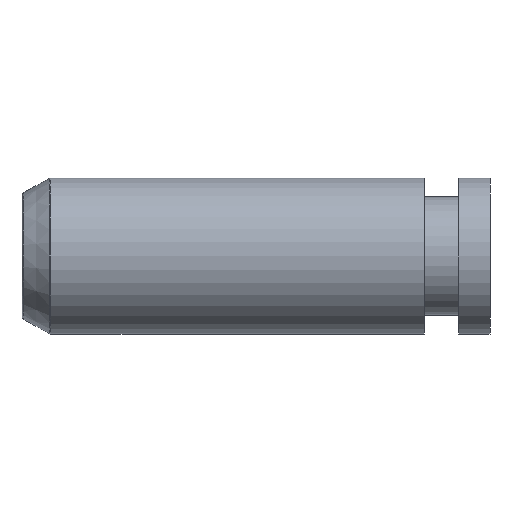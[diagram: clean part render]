
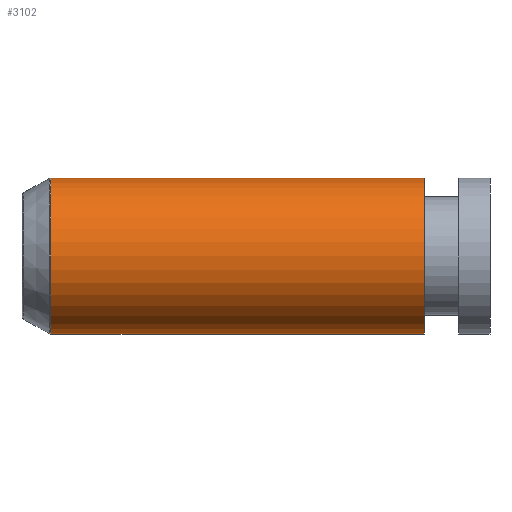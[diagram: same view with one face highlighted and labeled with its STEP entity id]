
A CAD part, left-side view. The second image highlights one B-rep face of the part: STEP entity #3102.
In plain terms, the highlighted cylindrical face has radius 12.5 mm (diameter 25 mm), a partial arc.
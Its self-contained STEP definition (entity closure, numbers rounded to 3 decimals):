
#151 = DIRECTION ( 'NONE',  ( 0., -1., 0. ) ) ;
#203 = DIRECTION ( 'NONE',  ( 0., 0., 1. ) ) ;
#843 = DIRECTION ( 'NONE',  ( 0., 0., -1. ) ) ;
#901 = CARTESIAN_POINT ( 'NONE',  ( -3.205, 58.557, 12.5 ) ) ;
#1051 = EDGE_CURVE ( 'NONE', #6816, #3800, #8202, .T. ) ;
#1088 = VECTOR ( 'NONE', #2788, 1000. ) ;
#1397 = CARTESIAN_POINT ( 'NONE',  ( -3.205, 63.186, -12.5 ) ) ;
#1404 = CARTESIAN_POINT ( 'NONE',  ( -3.205, 58.557, 0. ) ) ;
#1810 = CARTESIAN_POINT ( 'NONE',  ( -3.205, -1.314, 0. ) ) ;
#1849 = CIRCLE ( 'NONE', #3184, 12.5 ) ;
#2064 = EDGE_CURVE ( 'NONE', #2207, #6524, #1849, .T. ) ;
#2185 = DIRECTION ( 'NONE',  ( 0., 0., 1. ) ) ;
#2207 = VERTEX_POINT ( 'NONE', #901 ) ;
#2608 = CARTESIAN_POINT ( 'NONE',  ( -3.205, 63.186, 12.5 ) ) ;
#2788 = DIRECTION ( 'NONE',  ( 0., -1., 0. ) ) ;
#2859 = ORIENTED_EDGE ( 'NONE', *, *, #2064, .T. ) ;
#3102 = ADVANCED_FACE ( 'NONE', ( #3748 ), #8745, .T. ) ;
#3184 = AXIS2_PLACEMENT_3D ( 'NONE', #1404, #7834, #2185 ) ;
#3748 = FACE_OUTER_BOUND ( 'NONE', #8892, .T. ) ;
#3772 = AXIS2_PLACEMENT_3D ( 'NONE', #1810, #3936, #203 ) ;
#3800 = VERTEX_POINT ( 'NONE', #8368 ) ;
#3936 = DIRECTION ( 'NONE',  ( 0., 1., 0. ) ) ;
#4169 = LINE ( 'NONE', #1397, #1088 ) ;
#4405 = CARTESIAN_POINT ( 'NONE',  ( -3.205, 63.186, 0. ) ) ;
#4949 = ORIENTED_EDGE ( 'NONE', *, *, #5236, .T. ) ;
#5236 = EDGE_CURVE ( 'NONE', #6524, #6816, #4169, .T. ) ;
#5543 = AXIS2_PLACEMENT_3D ( 'NONE', #4405, #151, #843 ) ;
#5717 = ORIENTED_EDGE ( 'NONE', *, *, #7564, .F. ) ;
#6082 = VECTOR ( 'NONE', #7430, 1000. ) ;
#6524 = VERTEX_POINT ( 'NONE', #8541 ) ;
#6816 = VERTEX_POINT ( 'NONE', #6957 ) ;
#6841 = ORIENTED_EDGE ( 'NONE', *, *, #1051, .T. ) ;
#6957 = CARTESIAN_POINT ( 'NONE',  ( -3.205, -1.314, -12.5 ) ) ;
#7430 = DIRECTION ( 'NONE',  ( 0., -1., 0. ) ) ;
#7564 = EDGE_CURVE ( 'NONE', #2207, #3800, #8815, .T. ) ;
#7834 = DIRECTION ( 'NONE',  ( 0., -1., 0. ) ) ;
#8202 = CIRCLE ( 'NONE', #3772, 12.5 ) ;
#8368 = CARTESIAN_POINT ( 'NONE',  ( -3.205, -1.314, 12.5 ) ) ;
#8541 = CARTESIAN_POINT ( 'NONE',  ( -3.205, 58.557, -12.5 ) ) ;
#8745 = CYLINDRICAL_SURFACE ( 'NONE', #5543, 12.5 ) ;
#8815 = LINE ( 'NONE', #2608, #6082 ) ;
#8892 = EDGE_LOOP ( 'NONE', ( #5717, #2859, #4949, #6841 ) ) ;
